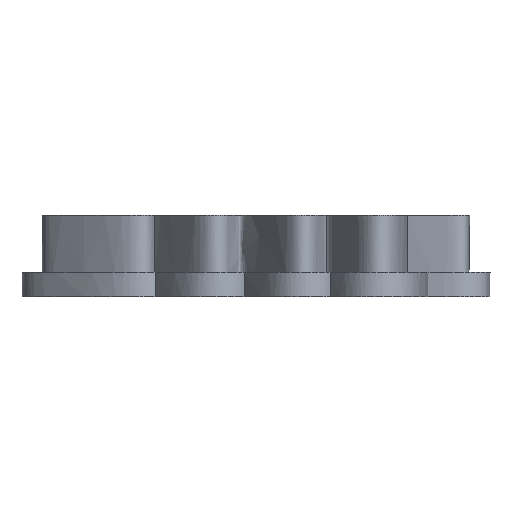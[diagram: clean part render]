
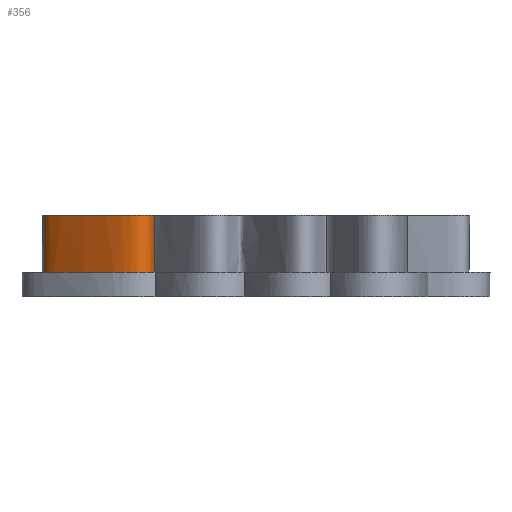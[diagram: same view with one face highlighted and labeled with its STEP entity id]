
A CAD part, left-side view. The second image highlights one B-rep face of the part: STEP entity #356.
In plain terms, the highlighted free-form (B-spline) face has degree [3, 1] with [25, 2] control points.
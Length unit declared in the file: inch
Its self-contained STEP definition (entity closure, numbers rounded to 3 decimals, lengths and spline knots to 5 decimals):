
#26=FACE_OUTER_BOUND('',#47,.T.);
#47=EDGE_LOOP('',(#237,#238,#239,#240));
#71=LINE('',#623,#89);
#72=LINE('',#729,#90);
#89=VECTOR('',#396,0.3937);
#90=VECTOR('',#397,0.3937);
#109=B_SPLINE_CURVE_WITH_KNOTS('',3,(#703,#704,#705,#706,#707,#708,#709,
#710,#711,#712,#713,#714,#715,#716,#717,#718,#719,#720,#721,#722,#723,#724,
#725,#726,#727),.UNSPECIFIED.,.F.,.F.,(4,3,3,3,3,3,3,3,4),(0.91969,
0.92127,0.93259,0.94025,0.94917,
0.96382,0.98191,0.99427,1.),.UNSPECIFIED.);
#110=B_SPLINE_CURVE_WITH_KNOTS('',3,(#730,#731,#732,#733,#734,#735,#736,
#737,#738,#739,#740,#741,#742,#743,#744,#745,#746,#747,#748,#749,#750,#751,
#752,#753,#754),.UNSPECIFIED.,.F.,.F.,(4,3,3,3,3,3,3,3,4),(-1.,-0.99427,
-0.98191,-0.96382,-0.94917,-0.94025,
-0.93259,-0.92127,-0.91969),.UNSPECIFIED.);
#143=VERTEX_POINT('',#593);
#144=VERTEX_POINT('',#622);
#145=VERTEX_POINT('',#702);
#146=VERTEX_POINT('',#728);
#180=EDGE_CURVE('',#143,#144,#71,.T.);
#182=EDGE_CURVE('',#145,#143,#109,.T.);
#183=EDGE_CURVE('',#145,#146,#72,.T.);
#184=EDGE_CURVE('',#144,#146,#110,.T.);
#237=ORIENTED_EDGE('',*,*,#182,.F.);
#238=ORIENTED_EDGE('',*,*,#183,.T.);
#239=ORIENTED_EDGE('',*,*,#184,.F.);
#240=ORIENTED_EDGE('',*,*,#180,.F.);
#339=B_SPLINE_SURFACE_WITH_KNOTS('',3,1,((#652,#653),(#654,#655),(#656,
#657),(#658,#659),(#660,#661),(#662,#663),(#664,#665),(#666,#667),(#668,
#669),(#670,#671),(#672,#673),(#674,#675),(#676,#677),(#678,#679),(#680,
#681),(#682,#683),(#684,#685),(#686,#687),(#688,#689),(#690,#691),(#692,
#693),(#694,#695),(#696,#697),(#698,#699),(#700,#701)),.UNSPECIFIED.,.F.,
 .F.,.F.,(4,3,3,3,3,3,3,3,4),(2,2),(-1.,-0.99427,-0.98191,
-0.96382,-0.94917,-0.94025,-0.93259,
-0.92127,-0.91969),(0.,2.),.UNSPECIFIED.);
#356=ADVANCED_FACE('',(#26),#339,.T.);
#396=DIRECTION('',(0.,0.,1.));
#397=DIRECTION('',(0.,0.,1.));
#593=CARTESIAN_POINT('',(-0.16623,3.96063,0.23622));
#622=CARTESIAN_POINT('',(-0.16623,3.96063,0.7874));
#623=CARTESIAN_POINT('',(-0.16623,3.96063,0.));
#652=CARTESIAN_POINT('Ctrl Pts',(-0.16623,3.96063,0.));
#653=CARTESIAN_POINT('Ctrl Pts',(-0.16623,3.96063,0.7874));
#654=CARTESIAN_POINT('Ctrl Pts',(-0.19115,3.94912,0.));
#655=CARTESIAN_POINT('Ctrl Pts',(-0.19115,3.94912,0.7874));
#656=CARTESIAN_POINT('Ctrl Pts',(-0.21425,3.93244,0.));
#657=CARTESIAN_POINT('Ctrl Pts',(-0.21425,3.93244,0.7874));
#658=CARTESIAN_POINT('Ctrl Pts',(-0.23734,3.91214,0.));
#659=CARTESIAN_POINT('Ctrl Pts',(-0.23734,3.91214,0.7874));
#660=CARTESIAN_POINT('Ctrl Pts',(-0.2872,3.86831,0.));
#661=CARTESIAN_POINT('Ctrl Pts',(-0.2872,3.86831,0.7874));
#662=CARTESIAN_POINT('Ctrl Pts',(-0.33904,3.80673,0.));
#663=CARTESIAN_POINT('Ctrl Pts',(-0.33904,3.80673,0.7874));
#664=CARTESIAN_POINT('Ctrl Pts',(-0.39587,3.73484,0.));
#665=CARTESIAN_POINT('Ctrl Pts',(-0.39587,3.73484,0.7874));
#666=CARTESIAN_POINT('Ctrl Pts',(-0.47903,3.62966,0.));
#667=CARTESIAN_POINT('Ctrl Pts',(-0.47903,3.62966,0.7874));
#668=CARTESIAN_POINT('Ctrl Pts',(-0.57125,3.50337,0.));
#669=CARTESIAN_POINT('Ctrl Pts',(-0.57125,3.50337,0.7874));
#670=CARTESIAN_POINT('Ctrl Pts',(-0.64575,3.38661,0.));
#671=CARTESIAN_POINT('Ctrl Pts',(-0.64575,3.38661,0.7874));
#672=CARTESIAN_POINT('Ctrl Pts',(-0.70608,3.29205,0.));
#673=CARTESIAN_POINT('Ctrl Pts',(-0.70608,3.29205,0.7874));
#674=CARTESIAN_POINT('Ctrl Pts',(-0.7538,3.20487,0.));
#675=CARTESIAN_POINT('Ctrl Pts',(-0.7538,3.20487,0.7874));
#676=CARTESIAN_POINT('Ctrl Pts',(-0.77409,3.13055,0.));
#677=CARTESIAN_POINT('Ctrl Pts',(-0.77409,3.13055,0.7874));
#678=CARTESIAN_POINT('Ctrl Pts',(-0.78646,3.08527,0.));
#679=CARTESIAN_POINT('Ctrl Pts',(-0.78646,3.08527,0.7874));
#680=CARTESIAN_POINT('Ctrl Pts',(-0.78895,3.04271,0.));
#681=CARTESIAN_POINT('Ctrl Pts',(-0.78895,3.04271,0.7874));
#682=CARTESIAN_POINT('Ctrl Pts',(-0.77431,3.00564,0.));
#683=CARTESIAN_POINT('Ctrl Pts',(-0.77431,3.00564,0.7874));
#684=CARTESIAN_POINT('Ctrl Pts',(-0.76175,2.97381,0.));
#685=CARTESIAN_POINT('Ctrl Pts',(-0.76175,2.97381,0.7874));
#686=CARTESIAN_POINT('Ctrl Pts',(-0.73637,2.9497,0.));
#687=CARTESIAN_POINT('Ctrl Pts',(-0.73637,2.9497,0.7874));
#688=CARTESIAN_POINT('Ctrl Pts',(-0.70893,2.9342,0.));
#689=CARTESIAN_POINT('Ctrl Pts',(-0.70893,2.9342,0.7874));
#690=CARTESIAN_POINT('Ctrl Pts',(-0.66841,2.91131,0.));
#691=CARTESIAN_POINT('Ctrl Pts',(-0.66841,2.91131,0.7874));
#692=CARTESIAN_POINT('Ctrl Pts',(-0.62188,2.90197,0.));
#693=CARTESIAN_POINT('Ctrl Pts',(-0.62188,2.90197,0.7874));
#694=CARTESIAN_POINT('Ctrl Pts',(-0.59154,2.89285,0.));
#695=CARTESIAN_POINT('Ctrl Pts',(-0.59154,2.89285,0.7874));
#696=CARTESIAN_POINT('Ctrl Pts',(-0.5873,2.89158,0.));
#697=CARTESIAN_POINT('Ctrl Pts',(-0.5873,2.89158,0.7874));
#698=CARTESIAN_POINT('Ctrl Pts',(-0.58343,2.89035,0.));
#699=CARTESIAN_POINT('Ctrl Pts',(-0.58343,2.89035,0.7874));
#700=CARTESIAN_POINT('Ctrl Pts',(-0.57996,2.88915,0.));
#701=CARTESIAN_POINT('Ctrl Pts',(-0.57996,2.88915,0.7874));
#702=CARTESIAN_POINT('',(-0.57996,2.88915,0.23622));
#703=CARTESIAN_POINT('Ctrl Pts',(-0.57996,2.88915,0.23622));
#704=CARTESIAN_POINT('Ctrl Pts',(-0.58343,2.89035,0.23622));
#705=CARTESIAN_POINT('Ctrl Pts',(-0.5873,2.89158,0.23622));
#706=CARTESIAN_POINT('Ctrl Pts',(-0.59154,2.89285,0.23622));
#707=CARTESIAN_POINT('Ctrl Pts',(-0.62188,2.90197,0.23622));
#708=CARTESIAN_POINT('Ctrl Pts',(-0.66841,2.91131,0.23622));
#709=CARTESIAN_POINT('Ctrl Pts',(-0.70893,2.9342,0.23622));
#710=CARTESIAN_POINT('Ctrl Pts',(-0.73637,2.9497,0.23622));
#711=CARTESIAN_POINT('Ctrl Pts',(-0.76175,2.97381,0.23622));
#712=CARTESIAN_POINT('Ctrl Pts',(-0.77431,3.00564,0.23622));
#713=CARTESIAN_POINT('Ctrl Pts',(-0.78895,3.04271,0.23622));
#714=CARTESIAN_POINT('Ctrl Pts',(-0.78646,3.08527,0.23622));
#715=CARTESIAN_POINT('Ctrl Pts',(-0.77409,3.13055,0.23622));
#716=CARTESIAN_POINT('Ctrl Pts',(-0.7538,3.20487,0.23622));
#717=CARTESIAN_POINT('Ctrl Pts',(-0.70608,3.29205,0.23622));
#718=CARTESIAN_POINT('Ctrl Pts',(-0.64575,3.38661,0.23622));
#719=CARTESIAN_POINT('Ctrl Pts',(-0.57125,3.50337,0.23622));
#720=CARTESIAN_POINT('Ctrl Pts',(-0.47903,3.62966,0.23622));
#721=CARTESIAN_POINT('Ctrl Pts',(-0.39587,3.73484,0.23622));
#722=CARTESIAN_POINT('Ctrl Pts',(-0.33904,3.80673,0.23622));
#723=CARTESIAN_POINT('Ctrl Pts',(-0.2872,3.86831,0.23622));
#724=CARTESIAN_POINT('Ctrl Pts',(-0.23734,3.91214,0.23622));
#725=CARTESIAN_POINT('Ctrl Pts',(-0.21425,3.93244,0.23622));
#726=CARTESIAN_POINT('Ctrl Pts',(-0.19115,3.94912,0.23622));
#727=CARTESIAN_POINT('Ctrl Pts',(-0.16623,3.96063,0.23622));
#728=CARTESIAN_POINT('',(-0.57996,2.88915,0.7874));
#729=CARTESIAN_POINT('',(-0.57996,2.88915,0.));
#730=CARTESIAN_POINT('Ctrl Pts',(-0.16623,3.96063,0.7874));
#731=CARTESIAN_POINT('Ctrl Pts',(-0.19115,3.94912,0.7874));
#732=CARTESIAN_POINT('Ctrl Pts',(-0.21425,3.93244,0.7874));
#733=CARTESIAN_POINT('Ctrl Pts',(-0.23734,3.91214,0.7874));
#734=CARTESIAN_POINT('Ctrl Pts',(-0.2872,3.86831,0.7874));
#735=CARTESIAN_POINT('Ctrl Pts',(-0.33904,3.80673,0.7874));
#736=CARTESIAN_POINT('Ctrl Pts',(-0.39587,3.73484,0.7874));
#737=CARTESIAN_POINT('Ctrl Pts',(-0.47903,3.62966,0.7874));
#738=CARTESIAN_POINT('Ctrl Pts',(-0.57125,3.50337,0.7874));
#739=CARTESIAN_POINT('Ctrl Pts',(-0.64575,3.38661,0.7874));
#740=CARTESIAN_POINT('Ctrl Pts',(-0.70608,3.29205,0.7874));
#741=CARTESIAN_POINT('Ctrl Pts',(-0.7538,3.20487,0.7874));
#742=CARTESIAN_POINT('Ctrl Pts',(-0.77409,3.13055,0.7874));
#743=CARTESIAN_POINT('Ctrl Pts',(-0.78646,3.08527,0.7874));
#744=CARTESIAN_POINT('Ctrl Pts',(-0.78895,3.04271,0.7874));
#745=CARTESIAN_POINT('Ctrl Pts',(-0.77431,3.00564,0.7874));
#746=CARTESIAN_POINT('Ctrl Pts',(-0.76175,2.97381,0.7874));
#747=CARTESIAN_POINT('Ctrl Pts',(-0.73637,2.9497,0.7874));
#748=CARTESIAN_POINT('Ctrl Pts',(-0.70893,2.9342,0.7874));
#749=CARTESIAN_POINT('Ctrl Pts',(-0.66841,2.91131,0.7874));
#750=CARTESIAN_POINT('Ctrl Pts',(-0.62188,2.90197,0.7874));
#751=CARTESIAN_POINT('Ctrl Pts',(-0.59154,2.89285,0.7874));
#752=CARTESIAN_POINT('Ctrl Pts',(-0.5873,2.89158,0.7874));
#753=CARTESIAN_POINT('Ctrl Pts',(-0.58343,2.89035,0.7874));
#754=CARTESIAN_POINT('Ctrl Pts',(-0.57996,2.88915,0.7874));
